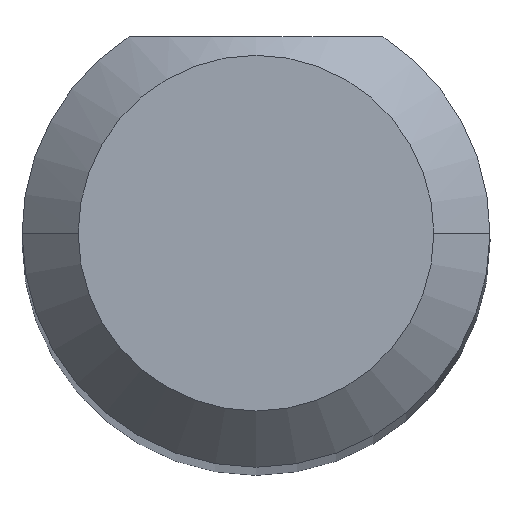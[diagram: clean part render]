
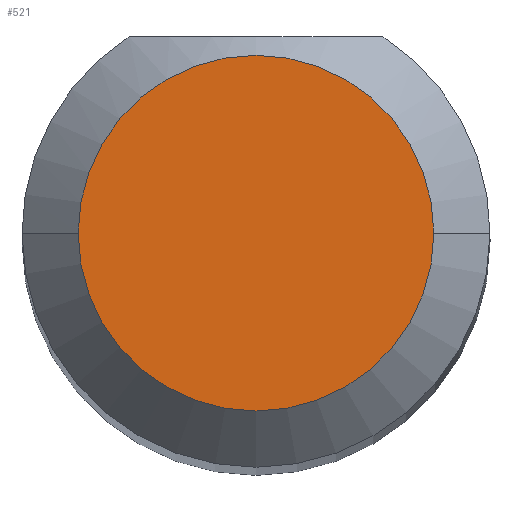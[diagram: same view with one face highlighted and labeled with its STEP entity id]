
A CAD part, top view. The second image highlights one B-rep face of the part: STEP entity #521.
In plain terms, the highlighted planar face has unit normal (0, 0, 1).
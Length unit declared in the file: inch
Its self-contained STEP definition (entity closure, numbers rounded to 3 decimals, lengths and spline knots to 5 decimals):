
#4 = EDGE_LOOP ( 'NONE', ( #454, #464 ) ) ;
#9 = CARTESIAN_POINT ( 'NONE',  ( 0., 0., 1.5 ) ) ;
#78 = FACE_OUTER_BOUND ( 'NONE', #4, .T. ) ;
#99 = VERTEX_POINT ( 'NONE', #272 ) ;
#130 = AXIS2_PLACEMENT_3D ( 'NONE', #9, #438, #260 ) ;
#140 = CIRCLE ( 'NONE', #190, 0.0475 ) ;
#157 = CIRCLE ( 'NONE', #130, 0.0475 ) ;
#167 = EDGE_CURVE ( 'NONE', #99, #516, #140, .T. ) ;
#190 = AXIS2_PLACEMENT_3D ( 'NONE', #483, #281, #235 ) ;
#218 = CARTESIAN_POINT ( 'NONE',  ( 0., 0., 1.5 ) ) ;
#235 = DIRECTION ( 'NONE',  ( 1., 0., 0. ) ) ;
#260 = DIRECTION ( 'NONE',  ( 1., 0., 0. ) ) ;
#272 = CARTESIAN_POINT ( 'NONE',  ( 0.0475, 0., 1.5 ) ) ;
#281 = DIRECTION ( 'NONE',  ( 0., 0., 1. ) ) ;
#301 = CARTESIAN_POINT ( 'NONE',  ( -0.0475, 0., 1.5 ) ) ;
#317 = EDGE_CURVE ( 'NONE', #516, #99, #157, .T. ) ;
#344 = DIRECTION ( 'NONE',  ( 0., 0., 1. ) ) ;
#412 = DIRECTION ( 'NONE',  ( 1., 0., 0. ) ) ;
#422 = PLANE ( 'NONE',  #459 ) ;
#438 = DIRECTION ( 'NONE',  ( 0., 0., 1. ) ) ;
#454 = ORIENTED_EDGE ( 'NONE', *, *, #317, .T. ) ;
#459 = AXIS2_PLACEMENT_3D ( 'NONE', #218, #344, #412 ) ;
#464 = ORIENTED_EDGE ( 'NONE', *, *, #167, .T. ) ;
#483 = CARTESIAN_POINT ( 'NONE',  ( 0., 0., 1.5 ) ) ;
#516 = VERTEX_POINT ( 'NONE', #301 ) ;
#521 = ADVANCED_FACE ( 'NONE', ( #78 ), #422, .T. ) ;
